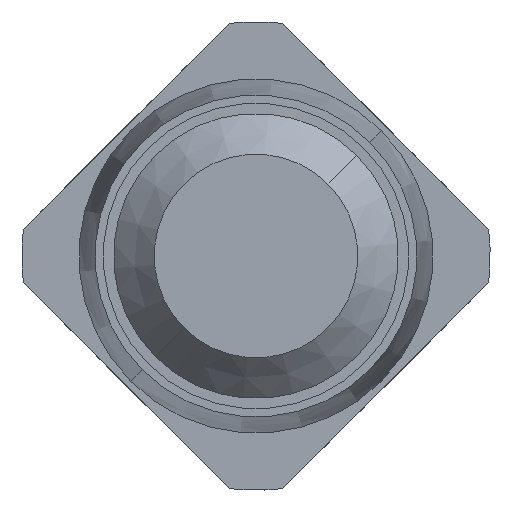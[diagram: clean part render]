
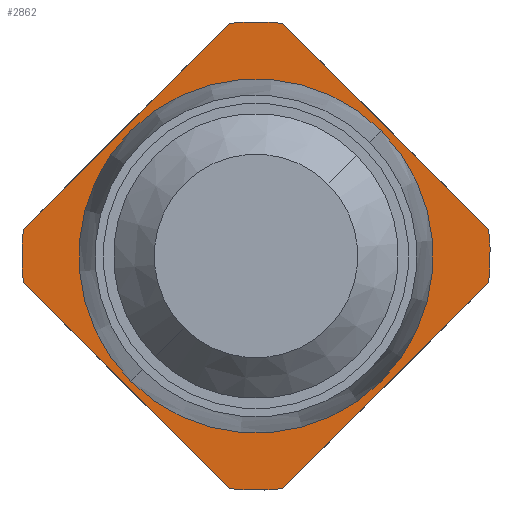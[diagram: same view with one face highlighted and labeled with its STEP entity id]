
A CAD part, front view. The second image highlights one B-rep face of the part: STEP entity #2862.
In plain terms, the highlighted planar face has unit normal (0, -1, 0).
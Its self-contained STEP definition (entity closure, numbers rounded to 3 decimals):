
#73 = CARTESIAN_POINT ( 'NONE',  ( 0.571, -2.9, -0.065 ) ) ;
#76 = EDGE_CURVE ( 'Defeature ausgef�hrt3_11+Defeature ausgef�hrt3_14+Defeature ausgef�hrt3_22+Defeature ausgef�hrt3_25', #3020, #4106, #2137, .T. ) ;
#119 = ORIENTED_EDGE ( 'NONE', *, *, #3515, .F. ) ;
#219 = VECTOR ( 'NONE', #3904, 1000. ) ;
#277 = CIRCLE ( 'NONE', #3325, 0.575 ) ;
#347 = EDGE_CURVE ( 'Defeature ausgef�hrt3_22+Defeature ausgef�hrt3_14+Defeature ausgef�hrt3_13+Defeature ausgef�hrt3_11', #3571, #3020, #1519, .T. ) ;
#449 = PLANE ( 'NONE',  #3382 ) ;
#536 = DIRECTION ( 'NONE',  ( 0., 1., 0. ) ) ;
#659 = CARTESIAN_POINT ( 'NONE',  ( -0.308, -2.9, -0.308 ) ) ;
#832 = VECTOR ( 'NONE', #1107, 1000. ) ;
#953 = DIRECTION ( 'NONE',  ( 0., 1., 0. ) ) ;
#977 = EDGE_CURVE ( 'Defeature ausgef�hrt3_25+Defeature ausgef�hrt3_14+Defeature ausgef�hrt3_11+Defeature ausgef�hrt3_10', #4106, #1597, #3234, .T. ) ;
#1046 = CIRCLE ( 'NONE', #3442, 0.575 ) ;
#1107 = DIRECTION ( 'NONE',  ( 0.707, 0., -0.707 ) ) ;
#1232 = CIRCLE ( 'NONE', #4081, 0.575 ) ;
#1297 = DIRECTION ( 'NONE',  ( 0., 1., 0. ) ) ;
#1411 = CIRCLE ( 'NONE', #3109, 0.435 ) ;
#1435 = EDGE_CURVE ( 'Defeature ausgef�hrt3_14+Defeature ausgef�hrt3_19+Defeature ausgef�hrt3_19+Defeature ausgef�hrt3_19', #2080, #2024, #4586, .T. ) ;
#1447 = CARTESIAN_POINT ( 'NONE',  ( 0., -2.9, 0. ) ) ;
#1519 = LINE ( 'NONE', #2607, #832 ) ;
#1593 = CARTESIAN_POINT ( 'NONE',  ( 0., -2.9, 0. ) ) ;
#1597 = VERTEX_POINT ( 'NONE', #4379 ) ;
#1733 = EDGE_CURVE ( 'Defeature ausgef�hrt3_10+Defeature ausgef�hrt3_14+Defeature ausgef�hrt3_25+Defeature ausgef�hrt3_24', #1597, #4041, #1046, .T. ) ;
#1915 = ORIENTED_EDGE ( 'NONE', *, *, #977, .F. ) ;
#2006 = CARTESIAN_POINT ( 'NONE',  ( 0., -2.9, 0. ) ) ;
#2007 = ORIENTED_EDGE ( 'NONE', *, *, #4691, .F. ) ;
#2009 = ORIENTED_EDGE ( 'NONE', *, *, #1435, .T. ) ;
#2010 = DIRECTION ( 'NONE',  ( 0.707, 0., 0.707 ) ) ;
#2024 = VERTEX_POINT ( 'NONE', #659 ) ;
#2080 = VERTEX_POINT ( 'NONE', #4092 ) ;
#2134 = LINE ( 'NONE', #4085, #3291 ) ;
#2137 = CIRCLE ( 'NONE', #3887, 0.575 ) ;
#2175 = DIRECTION ( 'NONE',  ( 0.707, 0., 0.707 ) ) ;
#2310 = CARTESIAN_POINT ( 'NONE',  ( -0.571, -2.9, -0.065 ) ) ;
#2351 = VERTEX_POINT ( 'NONE', #2310 ) ;
#2416 = ORIENTED_EDGE ( 'NONE', *, *, #1733, .F. ) ;
#2436 = AXIS2_PLACEMENT_3D ( 'NONE', #3994, #2577, #2175 ) ;
#2478 = DIRECTION ( 'NONE',  ( 0.707, 0., 0.707 ) ) ;
#2483 = EDGE_CURVE ( 'Defeature ausgef�hrt3_14+Defeature ausgef�hrt3_19+Defeature ausgef�hrt3_19+Defeature ausgef�hrt3_19', #2024, #2080, #1411, .T. ) ;
#2500 = CARTESIAN_POINT ( 'NONE',  ( -0.318, -2.9, 0.318 ) ) ;
#2509 = ORIENTED_EDGE ( 'NONE', *, *, #76, .F. ) ;
#2545 = DIRECTION ( 'NONE',  ( 0., 1., 0. ) ) ;
#2577 = DIRECTION ( 'NONE',  ( 0., 1., 0. ) ) ;
#2607 = CARTESIAN_POINT ( 'NONE',  ( 0.725, -2.9, -0.088 ) ) ;
#2688 = CARTESIAN_POINT ( 'NONE',  ( 0.571, -2.9, 0.065 ) ) ;
#2728 = FACE_OUTER_BOUND ( 'NONE', #4574, .T. ) ;
#2777 = DIRECTION ( 'NONE',  ( 0.707, 0., 0.707 ) ) ;
#2784 = CARTESIAN_POINT ( 'NONE',  ( 0., -2.9, 0. ) ) ;
#2824 = DIRECTION ( 'NONE',  ( 0., 1., 0. ) ) ;
#2840 = CARTESIAN_POINT ( 'NONE',  ( 0., -2.9, 0. ) ) ;
#2862 = ADVANCED_FACE ( 'Defeature ausgef�hrt3_14', ( #3713, #2728 ), #449, .F. ) ;
#2889 = LINE ( 'NONE', #2500, #219 ) ;
#2983 = ORIENTED_EDGE ( 'NONE', *, *, #3360, .F. ) ;
#3020 = VERTEX_POINT ( 'NONE', #2688 ) ;
#3045 = DIRECTION ( 'NONE',  ( 0.707, 0., 0.707 ) ) ;
#3109 = AXIS2_PLACEMENT_3D ( 'NONE', #2784, #1297, #4623 ) ;
#3234 = LINE ( 'NONE', #3799, #4699 ) ;
#3291 = VECTOR ( 'NONE', #3313, 1000. ) ;
#3295 = DIRECTION ( 'NONE',  ( 0.707, 0., 0.707 ) ) ;
#3313 = DIRECTION ( 'NONE',  ( -0.707, 0., 0.707 ) ) ;
#3325 = AXIS2_PLACEMENT_3D ( 'NONE', #2840, #2824, #2478 ) ;
#3360 = EDGE_CURVE ( 'Defeature ausgef�hrt3_23+Defeature ausgef�hrt3_14+Defeature ausgef�hrt3_12+Defeature ausgef�hrt3_13', #3495, #3862, #2889, .T. ) ;
#3382 = AXIS2_PLACEMENT_3D ( 'NONE', #4482, #3743, #3045 ) ;
#3432 = ORIENTED_EDGE ( 'NONE', *, *, #2483, .T. ) ;
#3442 = AXIS2_PLACEMENT_3D ( 'NONE', #1593, #536, #2010 ) ;
#3487 = CARTESIAN_POINT ( 'NONE',  ( -0.065, -2.9, 0.571 ) ) ;
#3495 = VERTEX_POINT ( 'NONE', #4374 ) ;
#3515 = EDGE_CURVE ( 'Defeature ausgef�hrt3_13+Defeature ausgef�hrt3_14+Defeature ausgef�hrt3_23+Defeature ausgef�hrt3_22', #3862, #3571, #1232, .T. ) ;
#3571 = VERTEX_POINT ( 'NONE', #3688 ) ;
#3688 = CARTESIAN_POINT ( 'NONE',  ( 0.065, -2.9, 0.571 ) ) ;
#3705 = EDGE_LOOP ( 'NONE', ( #2009, #3432 ) ) ;
#3713 = FACE_BOUND ( 'NONE', #3705, .T. ) ;
#3739 = ORIENTED_EDGE ( 'NONE', *, *, #3976, .F. ) ;
#3743 = DIRECTION ( 'NONE',  ( 0., 1., 0. ) ) ;
#3799 = CARTESIAN_POINT ( 'NONE',  ( 0.318, -2.9, -0.318 ) ) ;
#3862 = VERTEX_POINT ( 'NONE', #3487 ) ;
#3887 = AXIS2_PLACEMENT_3D ( 'NONE', #2006, #953, #2777 ) ;
#3904 = DIRECTION ( 'NONE',  ( 0.707, 0., 0.707 ) ) ;
#3976 = EDGE_CURVE ( 'Defeature ausgef�hrt3_12+Defeature ausgef�hrt3_14+Defeature ausgef�hrt3_24+Defeature ausgef�hrt3_23', #2351, #3495, #277, .T. ) ;
#3994 = CARTESIAN_POINT ( 'NONE',  ( 0., -2.9, 0. ) ) ;
#4041 = VERTEX_POINT ( 'NONE', #4682 ) ;
#4081 = AXIS2_PLACEMENT_3D ( 'NONE', #1447, #2545, #3295 ) ;
#4085 = CARTESIAN_POINT ( 'NONE',  ( 0.088, -2.9, -0.725 ) ) ;
#4092 = CARTESIAN_POINT ( 'NONE',  ( 0.308, -2.9, 0.308 ) ) ;
#4106 = VERTEX_POINT ( 'NONE', #73 ) ;
#4321 = ORIENTED_EDGE ( 'NONE', *, *, #347, .F. ) ;
#4374 = CARTESIAN_POINT ( 'NONE',  ( -0.571, -2.9, 0.065 ) ) ;
#4379 = CARTESIAN_POINT ( 'NONE',  ( 0.065, -2.9, -0.571 ) ) ;
#4454 = DIRECTION ( 'NONE',  ( -0.707, 0., -0.707 ) ) ;
#4482 = CARTESIAN_POINT ( 'NONE',  ( 0.407, -2.9, -0.407 ) ) ;
#4574 = EDGE_LOOP ( 'NONE', ( #1915, #2509, #4321, #119, #2983, #3739, #2007, #2416 ) ) ;
#4586 = CIRCLE ( 'NONE', #2436, 0.435 ) ;
#4623 = DIRECTION ( 'NONE',  ( 0.707, 0., 0.707 ) ) ;
#4682 = CARTESIAN_POINT ( 'NONE',  ( -0.065, -2.9, -0.571 ) ) ;
#4691 = EDGE_CURVE ( 'Defeature ausgef�hrt3_24+Defeature ausgef�hrt3_14+Defeature ausgef�hrt3_10+Defeature ausgef�hrt3_12', #4041, #2351, #2134, .T. ) ;
#4699 = VECTOR ( 'NONE', #4454, 1000. ) ;
